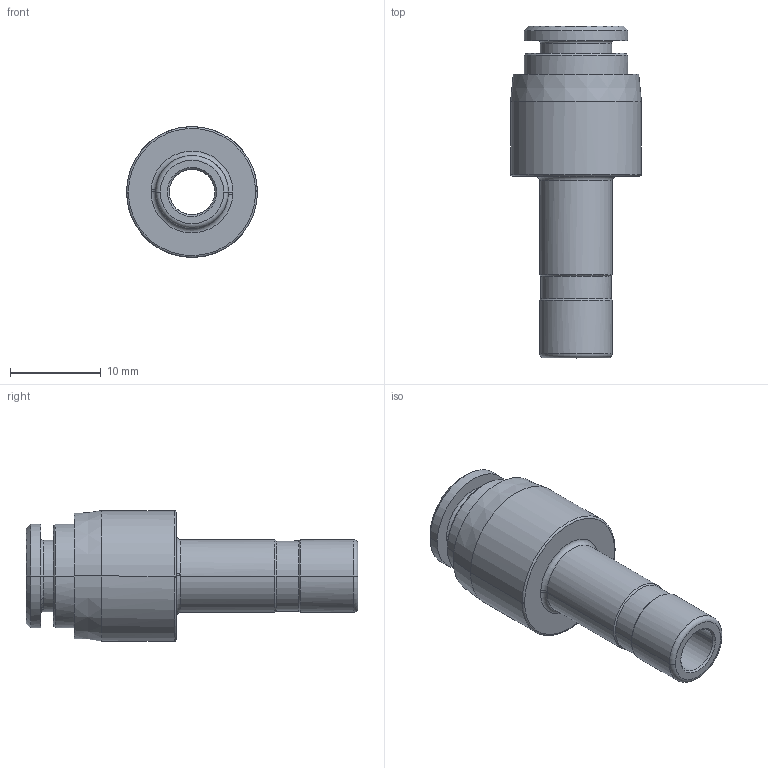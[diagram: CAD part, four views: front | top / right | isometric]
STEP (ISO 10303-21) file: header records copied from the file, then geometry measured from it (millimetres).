
FILE_DESCRIPTION(('CATIA V5 STEP Exchange'),'2;1');
FILE_NAME('PN300B-08-06.stp','2018-04-14T17:45:10+00:00',('none'),('none'),'CATIA Version 5 Release 21 GA (IN-10)','CATIA V5 STEP AP203','none');
FILE_SCHEMA(('CONFIG_CONTROL_DESIGN'));
Length unit declared in the file: millimetre
Products named in the file (1): PN300B-08-06
Bounding box: 14.4 x 36.5 x 14.4 mm (x, y, z)
Volume: 2358.8 mm3; surface area: 2175.8 mm2
Topology: 1 solids, 1 shells, 178 faces, 449 edges, 288 vertices
Faces by surface type: plane 120, cylinder 22, torus 20, cone 16
Entity records: 5388 total; most frequent: CARTESIAN_POINT 1147, ORIENTED_EDGE 898, DIRECTION 770, EDGE_CURVE 449, VECTOR 347, LINE 347, VERTEX_POINT 288, AXIS2_PLACEMENT_3D 255
